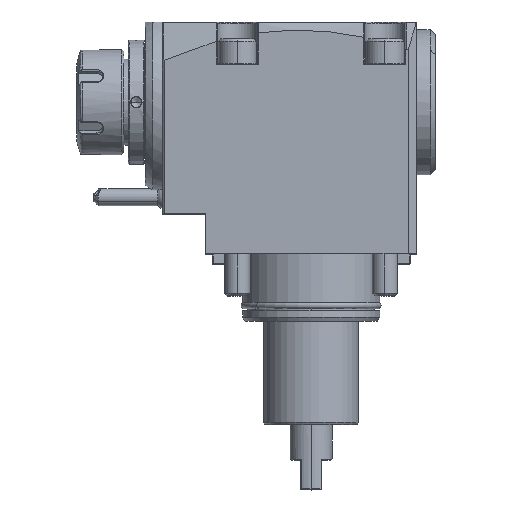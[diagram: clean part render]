
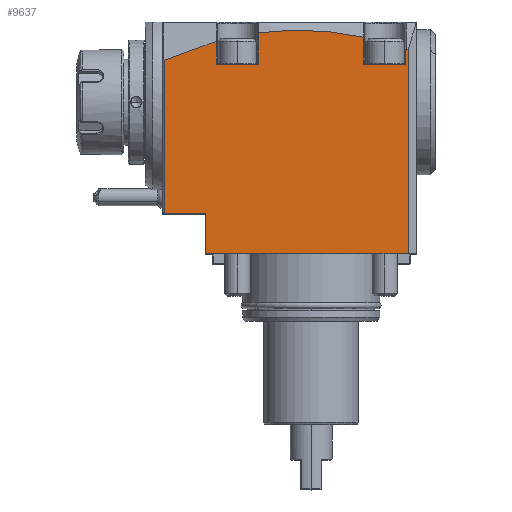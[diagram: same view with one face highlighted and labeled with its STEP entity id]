
A CAD part, top view. The second image highlights one B-rep face of the part: STEP entity #9637.
In plain terms, the highlighted planar face has unit normal (0, 0, 1).
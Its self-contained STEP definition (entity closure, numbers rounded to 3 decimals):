
#33=CARTESIAN_POINT('',(1.,91.859,47.));
#38=DIRECTION('',(0.,-1.,0.));
#39=VECTOR('',#38,72.859);
#40=CARTESIAN_POINT('',(1.,91.859,47.));
#41=LINE('',#40,#39);
#152=DIRECTION('',(-1.,0.,0.));
#153=VECTOR('',#152,96.);
#154=CARTESIAN_POINT('',(116.7,0.,47.));
#155=LINE('',#154,#153);
#320=DIRECTION('',(0.,-1.,0.));
#321=VECTOR('',#320,96.598);
#322=CARTESIAN_POINT('',(116.7,96.598,47.));
#323=LINE('',#322,#321);
#324=DIRECTION('',(0.,1.,0.));
#325=VECTOR('',#324,19.);
#326=CARTESIAN_POINT('',(20.7,0.,47.));
#327=LINE('',#326,#325);
#328=DIRECTION('',(1.,0.,0.));
#329=VECTOR('',#328,19.7);
#330=CARTESIAN_POINT('',(1.,19.,47.));
#331=LINE('',#330,#329);
#332=CARTESIAN_POINT('',(25.665,100.792,47.));
#333=CARTESIAN_POINT('',(17.207,98.47,47.));
#334=CARTESIAN_POINT('',(8.997,95.459,47.));
#335=CARTESIAN_POINT('',(1.,91.859,47.));
#337=DIRECTION('',(-0.268,0.963,0.));
#338=VECTOR('',#337,0.132);
#339=CARTESIAN_POINT('',(25.7,100.664,47.));
#340=LINE('',#339,#338);
#341=DIRECTION('',(0.,1.,0.));
#342=VECTOR('',#341,10.664);
#343=CARTESIAN_POINT('',(25.7,90.,47.));
#344=LINE('',#343,#342);
#345=DIRECTION('',(0.001,-1.,0.));
#346=VECTOR('',#345,14.874);
#347=CARTESIAN_POINT('',(45.691,104.874,47.));
#348=LINE('',#347,#346);
#349=CARTESIAN_POINT('',(45.7,104.875,47.));
#350=CARTESIAN_POINT('',(46.8,105.021,47.));
#351=CARTESIAN_POINT('',(49.004,105.29,47.));
#352=CARTESIAN_POINT('',(52.326,105.616,47.));
#353=CARTESIAN_POINT('',(55.649,105.865,47.));
#354=CARTESIAN_POINT('',(58.974,106.036,47.));
#355=CARTESIAN_POINT('',(62.302,106.13,47.));
#356=CARTESIAN_POINT('',(65.633,106.146,47.));
#357=CARTESIAN_POINT('',(68.966,106.084,47.));
#358=CARTESIAN_POINT('',(72.297,105.944,47.));
#359=CARTESIAN_POINT('',(75.631,105.726,47.));
#360=CARTESIAN_POINT('',(78.966,105.429,47.));
#361=CARTESIAN_POINT('',(82.303,105.054,47.));
#362=CARTESIAN_POINT('',(85.643,104.6,47.));
#363=CARTESIAN_POINT('',(88.989,104.067,47.));
#364=CARTESIAN_POINT('',(92.341,103.454,47.));
#365=CARTESIAN_POINT('',(94.58,102.991,47.));
#366=CARTESIAN_POINT('',(95.7,102.747,47.));
#368=DIRECTION('',(0.,1.,0.));
#369=VECTOR('',#368,12.747);
#370=CARTESIAN_POINT('',(95.7,90.,47.));
#371=LINE('',#370,#369);
#372=DIRECTION('',(0.,-1.,0.));
#373=VECTOR('',#372,6.782);
#374=CARTESIAN_POINT('',(115.7,96.782,47.));
#375=LINE('',#374,#373);
#376=DIRECTION('',(-0.273,-0.962,0.));
#377=VECTOR('',#376,0.17);
#378=CARTESIAN_POINT('',(115.746,96.945,47.));
#379=LINE('',#378,#377);
#380=CARTESIAN_POINT('',(115.746,96.945,47.));
#381=CARTESIAN_POINT('',(116.065,96.83,47.));
#382=CARTESIAN_POINT('',(116.382,96.715,47.));
#383=CARTESIAN_POINT('',(116.7,96.598,47.));
#394=CARTESIAN_POINT('',(116.7,96.598,47.));
#5182=DIRECTION('',(-1.,0.,0.));
#5183=VECTOR('',#5182,20.);
#5184=CARTESIAN_POINT('',(45.7,90.,47.));
#5185=LINE('',#5184,#5183);
#5739=DIRECTION('',(-1.,0.,0.));
#5740=VECTOR('',#5739,20.);
#5741=CARTESIAN_POINT('',(115.7,90.,47.));
#5742=LINE('',#5741,#5740);
#8066=VERTEX_POINT('',#33);
#8080=VERTEX_POINT('',#394);
#8097=CARTESIAN_POINT('',(25.7,100.664,47.));
#8098=CARTESIAN_POINT('',(25.665,100.792,47.));
#8099=VERTEX_POINT('',#8097);
#8100=VERTEX_POINT('',#8098);
#8107=CARTESIAN_POINT('',(115.746,96.945,47.));
#8108=VERTEX_POINT('',#8107);
#8111=CARTESIAN_POINT('',(45.691,104.874,47.));
#8112=CARTESIAN_POINT('',(45.7,90.,47.));
#8113=VERTEX_POINT('',#8111);
#8114=VERTEX_POINT('',#8112);
#8139=VERTEX_POINT('',#366);
#8142=CARTESIAN_POINT('',(115.7,90.,47.));
#8144=VERTEX_POINT('',#8142);
#8153=CARTESIAN_POINT('',(95.7,90.,47.));
#8155=VERTEX_POINT('',#8153);
#8158=CARTESIAN_POINT('',(115.7,96.782,47.));
#8159=VERTEX_POINT('',#8158);
#8162=CARTESIAN_POINT('',(25.7,90.,47.));
#8163=VERTEX_POINT('',#8162);
#8997=CARTESIAN_POINT('',(116.7,0.,47.));
#8998=VERTEX_POINT('',#8997);
#9008=CARTESIAN_POINT('',(20.7,0.,47.));
#9010=VERTEX_POINT('',#9008);
#9011=CARTESIAN_POINT('',(20.7,19.,47.));
#9012=VERTEX_POINT('',#9011);
#9013=CARTESIAN_POINT('',(1.,19.,47.));
#9014=VERTEX_POINT('',#9013);
#9602=CARTESIAN_POINT('',(0.,110.,47.));
#9603=DIRECTION('',(0.,0.,1.));
#9604=DIRECTION('',(0.,-1.,0.));
#9605=AXIS2_PLACEMENT_3D('',#9602,#9603,#9604);
#9606=PLANE('',#9605);
#9608=ORIENTED_EDGE('',*,*,#9607,.T.);
#9609=ORIENTED_EDGE('',*,*,#9308,.T.);
#9610=ORIENTED_EDGE('',*,*,#9595,.T.);
#9611=ORIENTED_EDGE('',*,*,#9225,.F.);
#9612=ORIENTED_EDGE('',*,*,#9211,.F.);
#9614=ORIENTED_EDGE('',*,*,#9613,.F.);
#9616=ORIENTED_EDGE('',*,*,#9615,.F.);
#9618=ORIENTED_EDGE('',*,*,#9617,.F.);
#9620=ORIENTED_EDGE('',*,*,#9619,.F.);
#9622=ORIENTED_EDGE('',*,*,#9621,.F.);
#9624=ORIENTED_EDGE('',*,*,#9623,.T.);
#9626=ORIENTED_EDGE('',*,*,#9625,.F.);
#9628=ORIENTED_EDGE('',*,*,#9627,.F.);
#9630=ORIENTED_EDGE('',*,*,#9629,.F.);
#9632=ORIENTED_EDGE('',*,*,#9631,.F.);
#9634=ORIENTED_EDGE('',*,*,#9633,.T.);
#9635=EDGE_LOOP('',(#9608,#9609,#9610,#9611,#9612,#9614,#9616,#9618,#9620,#9622,
#9624,#9626,#9628,#9630,#9632,#9634));
#9636=FACE_OUTER_BOUND('',#9635,.F.);
#336=B_SPLINE_CURVE_WITH_KNOTS('',3,(#332,#333,#334,#335),.UNSPECIFIED.,.F.,.F.,
(4,4),(0.,1.),.UNSPECIFIED.);
#367=B_SPLINE_CURVE_WITH_KNOTS('',3,(#349,#350,#351,#352,#353,#354,#355,#356,
#357,#358,#359,#360,#361,#362,#363,#364,#365,#366),.UNSPECIFIED.,.F.,.F.,(4,1,1,
1,1,1,1,1,1,1,1,1,1,1,1,4),(0.,0.067,0.133,0.2,
0.267,0.333,0.4,0.467,0.533,
0.6,0.667,0.733,0.8,0.867,
0.933,1.),.UNSPECIFIED.);
#384=B_SPLINE_CURVE_WITH_KNOTS('',3,(#380,#381,#382,#383),.UNSPECIFIED.,.F.,.F.,
(4,4),(0.,1.),.UNSPECIFIED.);
#9211=EDGE_CURVE('',#8066,#9014,#41,.T.);
#9225=EDGE_CURVE('',#9014,#9012,#331,.T.);
#9308=EDGE_CURVE('',#8998,#9010,#155,.T.);
#9595=EDGE_CURVE('',#9010,#9012,#327,.T.);
#9607=EDGE_CURVE('',#8080,#8998,#323,.T.);
#9613=EDGE_CURVE('',#8100,#8066,#336,.T.);
#9615=EDGE_CURVE('',#8099,#8100,#340,.T.);
#9617=EDGE_CURVE('',#8163,#8099,#344,.T.);
#9619=EDGE_CURVE('',#8114,#8163,#5185,.T.);
#9621=EDGE_CURVE('',#8113,#8114,#348,.T.);
#9623=EDGE_CURVE('',#8113,#8139,#367,.T.);
#9625=EDGE_CURVE('',#8155,#8139,#371,.T.);
#9627=EDGE_CURVE('',#8144,#8155,#5742,.T.);
#9629=EDGE_CURVE('',#8159,#8144,#375,.T.);
#9631=EDGE_CURVE('',#8108,#8159,#379,.T.);
#9633=EDGE_CURVE('',#8108,#8080,#384,.T.);
#9637=ADVANCED_FACE('',(#9636),#9606,.T.);
